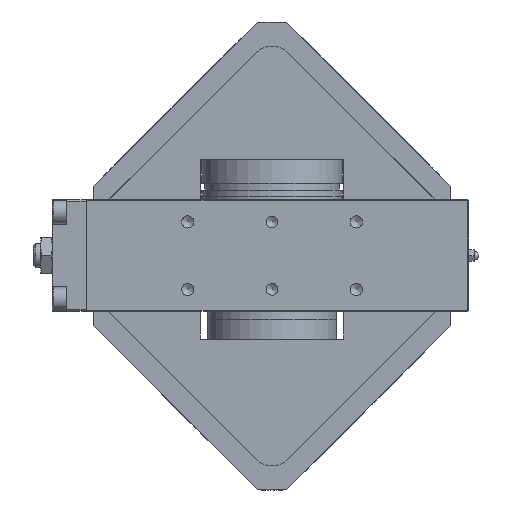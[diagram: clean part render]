
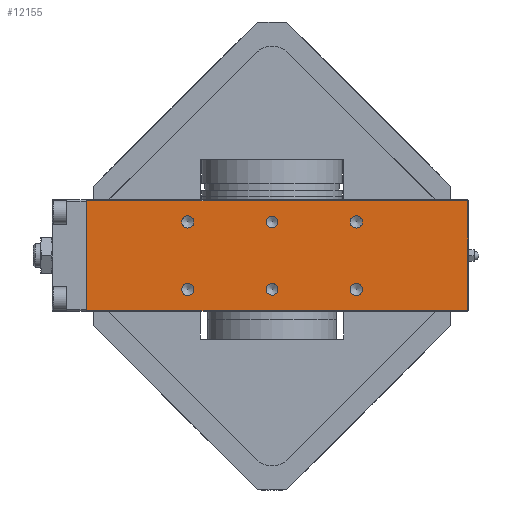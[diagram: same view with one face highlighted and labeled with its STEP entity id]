
A CAD part, front view. The second image highlights one B-rep face of the part: STEP entity #12155.
In plain terms, the highlighted planar face has unit normal (0, -1, 0).
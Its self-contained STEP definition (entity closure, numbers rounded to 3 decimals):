
#666=PLANE('',#13352);
#1057=LINE('',#17940,#1953);
#1062=LINE('',#17950,#1958);
#1079=LINE('',#17980,#1975);
#1084=LINE('',#17988,#1980);
#1953=VECTOR('',#14618,10.);
#1958=VECTOR('',#14627,10.);
#1975=VECTOR('',#14660,10.);
#1980=VECTOR('',#14671,10.);
#2811=FACE_BOUND('',#4314,.T.);
#2812=FACE_BOUND('',#4315,.T.);
#2813=FACE_BOUND('',#4316,.T.);
#2814=FACE_BOUND('',#4317,.T.);
#2815=FACE_BOUND('',#4318,.T.);
#2816=FACE_BOUND('',#4319,.T.);
#3515=FACE_OUTER_BOUND('',#4313,.T.);
#4313=EDGE_LOOP('',(#8913,#8914,#8915,#8916));
#4314=EDGE_LOOP('',(#8917));
#4315=EDGE_LOOP('',(#8918));
#4316=EDGE_LOOP('',(#8919));
#4317=EDGE_LOOP('',(#8920));
#4318=EDGE_LOOP('',(#8921));
#4319=EDGE_LOOP('',(#8922));
#5546=CIRCLE('',#13353,4.);
#5547=CIRCLE('',#13354,4.);
#5548=CIRCLE('',#13355,4.188);
#5549=CIRCLE('',#13356,4.188);
#5550=CIRCLE('',#13357,4.188);
#5551=CIRCLE('',#13358,4.188);
#5998=VERTEX_POINT('',#17913);
#6003=VERTEX_POINT('',#17923);
#6008=VERTEX_POINT('',#17936);
#6009=VERTEX_POINT('',#17943);
#6019=VERTEX_POINT('',#17999);
#6020=VERTEX_POINT('',#18001);
#6021=VERTEX_POINT('',#18003);
#6022=VERTEX_POINT('',#18005);
#6023=VERTEX_POINT('',#18007);
#6024=VERTEX_POINT('',#18009);
#7211=EDGE_CURVE('',#5998,#6008,#1057,.T.);
#7216=EDGE_CURVE('',#6009,#6003,#1062,.T.);
#7233=EDGE_CURVE('',#6008,#6009,#1079,.T.);
#7238=EDGE_CURVE('',#6003,#5998,#1084,.T.);
#7244=EDGE_CURVE('',#6019,#6019,#5546,.T.);
#7245=EDGE_CURVE('',#6020,#6020,#5547,.T.);
#7246=EDGE_CURVE('',#6021,#6021,#5548,.T.);
#7247=EDGE_CURVE('',#6022,#6022,#5549,.T.);
#7248=EDGE_CURVE('',#6023,#6023,#5550,.T.);
#7249=EDGE_CURVE('',#6024,#6024,#5551,.T.);
#8913=ORIENTED_EDGE('',*,*,#7216,.F.);
#8914=ORIENTED_EDGE('',*,*,#7233,.F.);
#8915=ORIENTED_EDGE('',*,*,#7211,.F.);
#8916=ORIENTED_EDGE('',*,*,#7238,.F.);
#8917=ORIENTED_EDGE('',*,*,#7244,.T.);
#8918=ORIENTED_EDGE('',*,*,#7245,.T.);
#8919=ORIENTED_EDGE('',*,*,#7246,.T.);
#8920=ORIENTED_EDGE('',*,*,#7247,.T.);
#8921=ORIENTED_EDGE('',*,*,#7248,.T.);
#8922=ORIENTED_EDGE('',*,*,#7249,.T.);
#12155=ADVANCED_FACE('',(#3515,#2811,#2812,#2813,#2814,#2815,#2816),#666,
 .T.);
#13352=AXIS2_PLACEMENT_3D('',#17998,#14681,#14682);
#13353=AXIS2_PLACEMENT_3D('',#18000,#14683,#14684);
#13354=AXIS2_PLACEMENT_3D('',#18002,#14685,#14686);
#13355=AXIS2_PLACEMENT_3D('',#18004,#14687,#14688);
#13356=AXIS2_PLACEMENT_3D('',#18006,#14689,#14690);
#13357=AXIS2_PLACEMENT_3D('',#18008,#14691,#14692);
#13358=AXIS2_PLACEMENT_3D('',#18010,#14693,#14694);
#14618=DIRECTION('',(0.,0.,1.));
#14627=DIRECTION('',(0.,0.,-1.));
#14660=DIRECTION('',(1.,0.,0.));
#14671=DIRECTION('',(-1.,0.,0.));
#14681=DIRECTION('center_axis',(0.,-1.,0.));
#14682=DIRECTION('ref_axis',(1.,0.,0.));
#14683=DIRECTION('center_axis',(0.,1.,0.));
#14684=DIRECTION('ref_axis',(1.,0.,0.));
#14685=DIRECTION('center_axis',(0.,1.,0.));
#14686=DIRECTION('ref_axis',(1.,0.,0.));
#14687=DIRECTION('center_axis',(0.,1.,0.));
#14688=DIRECTION('ref_axis',(1.,0.,0.));
#14689=DIRECTION('center_axis',(0.,1.,0.));
#14690=DIRECTION('ref_axis',(1.,0.,0.));
#14691=DIRECTION('center_axis',(0.,1.,0.));
#14692=DIRECTION('ref_axis',(1.,0.,0.));
#14693=DIRECTION('center_axis',(0.,1.,0.));
#14694=DIRECTION('ref_axis',(1.,0.,0.));
#17913=CARTESIAN_POINT('',(-126.5,-82.,-37.5));
#17923=CARTESIAN_POINT('',(133.5,-82.,-37.5));
#17936=CARTESIAN_POINT('',(-126.5,-82.,37.5));
#17940=CARTESIAN_POINT('',(-126.5,-82.,0.));
#17943=CARTESIAN_POINT('',(133.5,-82.,37.5));
#17950=CARTESIAN_POINT('',(133.5,-82.,0.));
#17980=CARTESIAN_POINT('',(-61.75,-82.,37.5));
#17988=CARTESIAN_POINT('',(-61.75,-82.,-37.5));
#17998=CARTESIAN_POINT('Origin',(-127.,-82.,0.));
#17999=CARTESIAN_POINT('',(4.,-82.,-23.));
#18000=CARTESIAN_POINT('Origin',(0.,-82.,-23.));
#18001=CARTESIAN_POINT('',(4.,-82.,23.));
#18002=CARTESIAN_POINT('Origin',(0.,-82.,23.));
#18003=CARTESIAN_POINT('',(-53.312,-82.,-23.));
#18004=CARTESIAN_POINT('Origin',(-57.5,-82.,-23.));
#18005=CARTESIAN_POINT('',(61.688,-82.,23.));
#18006=CARTESIAN_POINT('Origin',(57.5,-82.,23.));
#18007=CARTESIAN_POINT('',(-53.312,-82.,23.));
#18008=CARTESIAN_POINT('Origin',(-57.5,-82.,23.));
#18009=CARTESIAN_POINT('',(61.688,-82.,-23.));
#18010=CARTESIAN_POINT('Origin',(57.5,-82.,-23.));
